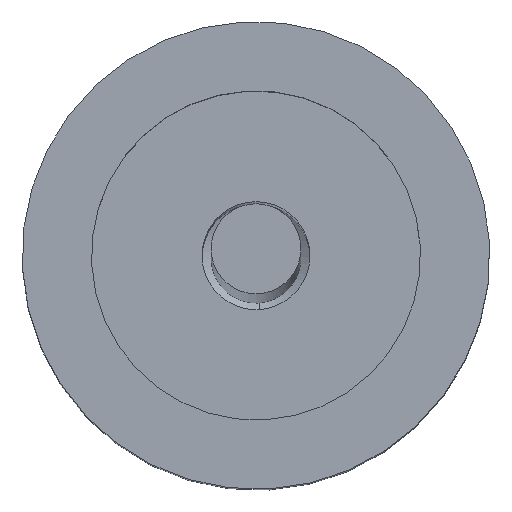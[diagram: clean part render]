
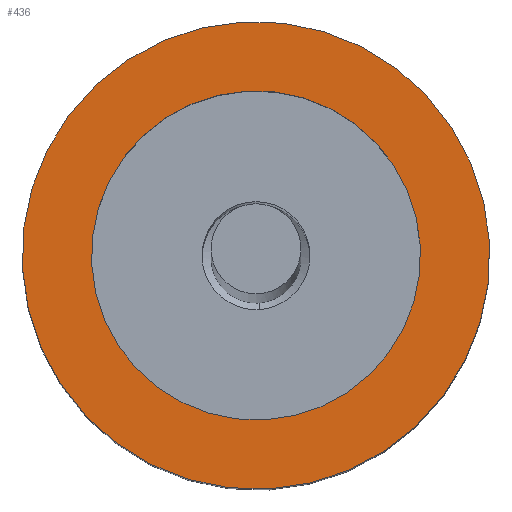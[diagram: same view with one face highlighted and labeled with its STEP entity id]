
A CAD part, top view. The second image highlights one B-rep face of the part: STEP entity #436.
In plain terms, the highlighted planar face has unit normal (0, 0, 1).
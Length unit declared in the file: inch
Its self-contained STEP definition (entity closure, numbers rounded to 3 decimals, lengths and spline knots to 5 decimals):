
#20 = DIRECTION ( 'NONE',  ( 0., 0., -1. ) ) ;
#38 = CARTESIAN_POINT ( 'NONE',  ( 0., 0., 0.73009 ) ) ;
#43 = DIRECTION ( 'NONE',  ( 0.45, 0.893, 0. ) ) ;
#78 = CARTESIAN_POINT ( 'NONE',  ( 0.1161, -0.05848, 0.73009 ) ) ;
#138 = DIRECTION ( 'NONE',  ( 0., 0., 1. ) ) ;
#147 = PLANE ( 'NONE',  #558 ) ;
#149 = DIRECTION ( 'NONE',  ( -0.45, -0.893, 0. ) ) ;
#206 = CARTESIAN_POINT ( 'NONE',  ( -0.04116, -0.08172, 0.73009 ) ) ;
#219 = CARTESIAN_POINT ( 'NONE',  ( -0.05848, -0.1161, 0.73009 ) ) ;
#229 = DIRECTION ( 'NONE',  ( 0., 0., -1. ) ) ;
#236 = CARTESIAN_POINT ( 'NONE',  ( 0.04116, 0.08172, 0.73009 ) ) ;
#243 = CARTESIAN_POINT ( 'NONE',  ( 0.05848, 0.1161, 0.73009 ) ) ;
#293 = CARTESIAN_POINT ( 'NONE',  ( 0., 0., 0.73009 ) ) ;
#295 = DIRECTION ( 'NONE',  ( 0., 0., -1. ) ) ;
#296 = DIRECTION ( 'NONE',  ( -0.45, -0.893, 0. ) ) ;
#357 = DIRECTION ( 'NONE',  ( -0.45, -0.893, 0. ) ) ;
#379 = DIRECTION ( 'NONE',  ( -0.45, -0.893, 0. ) ) ;
#383 = CARTESIAN_POINT ( 'NONE',  ( 0., 0., 0.73009 ) ) ;
#393 = CARTESIAN_POINT ( 'NONE',  ( 0., 0., 0.73009 ) ) ;
#394 = DIRECTION ( 'NONE',  ( 0., 0., -1. ) ) ;
#436 = ADVANCED_FACE ( 'NONE', ( #865, #698 ), #147, .T. ) ;
#449 = EDGE_CURVE ( 'NONE', #686, #993, #972, .T. ) ;
#485 = EDGE_CURVE ( 'NONE', #967, #989, #769, .T. ) ;
#505 = EDGE_CURVE ( 'NONE', #989, #967, #809, .T. ) ;
#517 = EDGE_CURVE ( 'NONE', #993, #686, #1068, .T. ) ;
#540 = AXIS2_PLACEMENT_3D ( 'NONE', #383, #229, #379 ) ;
#548 = AXIS2_PLACEMENT_3D ( 'NONE', #38, #20, #149 ) ;
#558 = AXIS2_PLACEMENT_3D ( 'NONE', #78, #138, #43 ) ;
#582 = AXIS2_PLACEMENT_3D ( 'NONE', #393, #394, #357 ) ;
#606 = AXIS2_PLACEMENT_3D ( 'NONE', #293, #295, #296 ) ;
#644 = EDGE_LOOP ( 'NONE', ( #752, #964 ) ) ;
#686 = VERTEX_POINT ( 'NONE', #219 ) ;
#698 = FACE_OUTER_BOUND ( 'NONE', #728, .T. ) ;
#728 = EDGE_LOOP ( 'NONE', ( #1003, #1000 ) ) ;
#752 = ORIENTED_EDGE ( 'NONE', *, *, #505, .T. ) ;
#769 = CIRCLE ( 'NONE', #540, 0.0915 ) ;
#809 = CIRCLE ( 'NONE', #582, 0.0915 ) ;
#865 = FACE_BOUND ( 'NONE', #644, .T. ) ;
#964 = ORIENTED_EDGE ( 'NONE', *, *, #485, .T. ) ;
#967 = VERTEX_POINT ( 'NONE', #236 ) ;
#972 = CIRCLE ( 'NONE', #548, 0.13 ) ;
#989 = VERTEX_POINT ( 'NONE', #206 ) ;
#993 = VERTEX_POINT ( 'NONE', #243 ) ;
#1000 = ORIENTED_EDGE ( 'NONE', *, *, #517, .F. ) ;
#1003 = ORIENTED_EDGE ( 'NONE', *, *, #449, .F. ) ;
#1068 = CIRCLE ( 'NONE', #606, 0.13 ) ;
